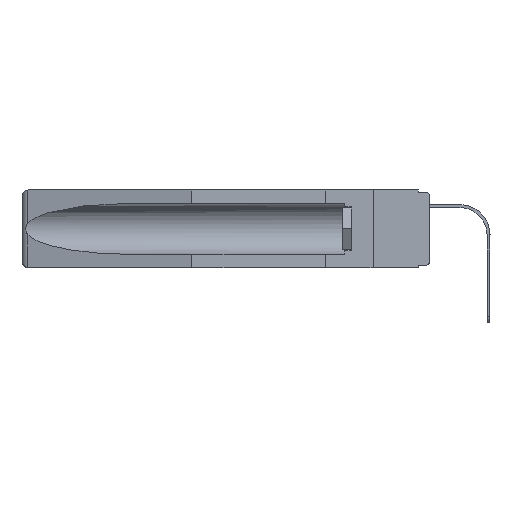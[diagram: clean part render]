
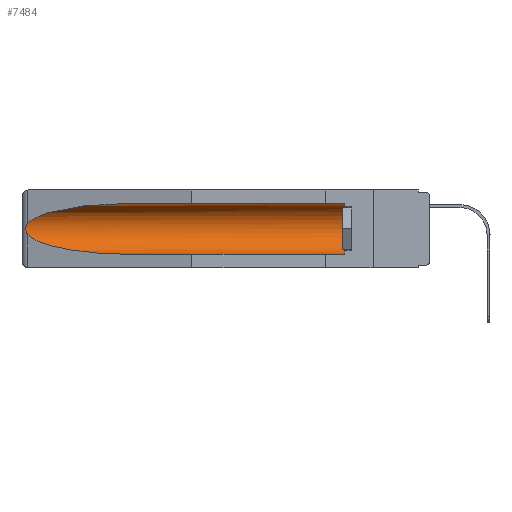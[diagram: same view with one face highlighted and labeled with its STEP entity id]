
A CAD part, left-side view. The second image highlights one B-rep face of the part: STEP entity #7484.
In plain terms, the highlighted cylindrical face has radius 2.857 mm (diameter 5.715 mm), a partial arc.
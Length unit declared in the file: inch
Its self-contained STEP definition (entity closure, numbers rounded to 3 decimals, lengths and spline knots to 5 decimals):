
#97 = EDGE_CURVE ( 'NONE', #16772, #14304, #22063, .T. ) ;
#325 = CARTESIAN_POINT ( 'NONE',  ( 0.21114, 1.30732, -0.284 ) ) ;
#822 = VECTOR ( 'NONE', #16088, 39.37008 ) ;
#1340 = VERTEX_POINT ( 'NONE', #10439 ) ;
#1515 = AXIS2_PLACEMENT_3D ( 'NONE', #17836, #21323, #19869 ) ;
#2115 = EDGE_CURVE ( 'NONE', #14803, #16404, #9551, .T. ) ;
#2133 =( BOUNDED_CURVE ( )  B_SPLINE_CURVE ( 3, ( #11745, #21833, #15040, #18775 ),
 .UNSPECIFIED., .F., .F. ) 
 B_SPLINE_CURVE_WITH_KNOTS ( ( 4, 4 ),
 ( 4.71239, 6.08839 ),
 .UNSPECIFIED. ) 
 CURVE ( )  GEOMETRIC_REPRESENTATION_ITEM ( )  RATIONAL_B_SPLINE_CURVE ( ( 1., 0.848, 0.848, 1. ) ) 
 REPRESENTATION_ITEM ( '' )  );
#2553 = ORIENTED_EDGE ( 'NONE', *, *, #97, .T. ) ;
#2947 = ORIENTED_EDGE ( 'NONE', *, *, #6838, .F. ) ;
#3189 = DIRECTION ( 'NONE',  ( 0., 0., 1. ) ) ;
#5118 = EDGE_CURVE ( 'NONE', #16404, #1340, #11528, .T. ) ;
#5175 = CARTESIAN_POINT ( 'NONE',  ( 0.26597, 1.52961, -0.15275 ) ) ;
#5589 = CARTESIAN_POINT ( 'NONE',  ( 0.155, 0.126, -0.059 ) ) ;
#5969 = EDGE_CURVE ( 'NONE', #20302, #16772, #7649, .T. ) ;
#6644 = CARTESIAN_POINT ( 'NONE',  ( 0.155, -0.30754, -0.059 ) ) ;
#6838 = EDGE_CURVE ( 'NONE', #20302, #1340, #9147, .T. ) ;
#7484 = ADVANCED_FACE ( 'NONE', ( #9997 ), #13515, .F. ) ;
#7649 = CIRCLE ( 'NONE', #1515, 0.1125 ) ;
#7651 = ORIENTED_EDGE ( 'NONE', *, *, #2115, .T. ) ;
#8289 = CARTESIAN_POINT ( 'NONE',  ( 0.155, -0.30754, -0.1715 ) ) ;
#8355 = EDGE_CURVE ( 'NONE', #14304, #14803, #2133, .T. ) ;
#8471 = CARTESIAN_POINT ( 'NONE',  ( 0.26537, 1.52718, -0.14972 ) ) ;
#9147 = LINE ( 'NONE', #17566, #822 ) ;
#9160 = VECTOR ( 'NONE', #20472, 39.37008 ) ;
#9551 = B_SPLINE_CURVE_WITH_KNOTS ( 'NONE', 3,
 ( #8471, #5175, #20594, #17430, #15846, #13905, #15398, #22309, #11973, #20817 ),
 .UNSPECIFIED., .F., .F.,
 ( 4, 2, 2, 2, 4 ),
 ( 0., 0.00029, 0.00058, 0.00087, 0.00117 ),
 .UNSPECIFIED. ) ;
#9997 = FACE_OUTER_BOUND ( 'NONE', #21176, .T. ) ;
#10439 = CARTESIAN_POINT ( 'NONE',  ( 0.155, 1.07973, -0.284 ) ) ;
#10536 = CARTESIAN_POINT ( 'NONE',  ( 0.26537, 1.52718, -0.19328 ) ) ;
#10992 = CARTESIAN_POINT ( 'NONE',  ( 0.155, 1.07973, -0.284 ) ) ;
#11245 = CARTESIAN_POINT ( 'NONE',  ( 0.26537, 1.52718, -0.14972 ) ) ;
#11528 =( BOUNDED_CURVE ( )  B_SPLINE_CURVE ( 3, ( #10536, #17471, #325, #10992 ),
 .UNSPECIFIED., .F., .F. ) 
 B_SPLINE_CURVE_WITH_KNOTS ( ( 4, 4 ),
 ( 0.1948, 1.5708 ),
 .UNSPECIFIED. ) 
 CURVE ( )  GEOMETRIC_REPRESENTATION_ITEM ( )  RATIONAL_B_SPLINE_CURVE ( ( 1., 0.848, 0.848, 1. ) ) 
 REPRESENTATION_ITEM ( '' )  );
#11745 = CARTESIAN_POINT ( 'NONE',  ( 0.155, 1.07973, -0.059 ) ) ;
#11973 = CARTESIAN_POINT ( 'NONE',  ( 0.26597, 1.5296, -0.19026 ) ) ;
#12423 = CARTESIAN_POINT ( 'NONE',  ( 0.155, 1.07973, -0.059 ) ) ;
#13515 = CYLINDRICAL_SURFACE ( 'NONE', #20953, 0.1125 ) ;
#13905 = CARTESIAN_POINT ( 'NONE',  ( 0.2675, 1.53308, -0.17534 ) ) ;
#14304 = VERTEX_POINT ( 'NONE', #12423 ) ;
#14561 = CARTESIAN_POINT ( 'NONE',  ( 0.26537, 1.52718, -0.19328 ) ) ;
#14803 = VERTEX_POINT ( 'NONE', #11245 ) ;
#15040 = CARTESIAN_POINT ( 'NONE',  ( 0.25451, 1.48313, -0.09465 ) ) ;
#15215 = DIRECTION ( 'NONE',  ( 0., 1., 0. ) ) ;
#15398 = CARTESIAN_POINT ( 'NONE',  ( 0.2673, 1.53269, -0.17917 ) ) ;
#15566 = ORIENTED_EDGE ( 'NONE', *, *, #8355, .T. ) ;
#15846 = CARTESIAN_POINT ( 'NONE',  ( 0.2675, 1.53308, -0.16763 ) ) ;
#16088 = DIRECTION ( 'NONE',  ( 0., 1., 0. ) ) ;
#16404 = VERTEX_POINT ( 'NONE', #14561 ) ;
#16540 = CARTESIAN_POINT ( 'NONE',  ( 0.155, 0.126, -0.284 ) ) ;
#16772 = VERTEX_POINT ( 'NONE', #5589 ) ;
#17430 = CARTESIAN_POINT ( 'NONE',  ( 0.2673, 1.5327, -0.16383 ) ) ;
#17471 = CARTESIAN_POINT ( 'NONE',  ( 0.25451, 1.48313, -0.24835 ) ) ;
#17566 = CARTESIAN_POINT ( 'NONE',  ( 0.155, -0.30754, -0.284 ) ) ;
#17836 = CARTESIAN_POINT ( 'NONE',  ( 0.155, 0.126, -0.1715 ) ) ;
#17984 = ORIENTED_EDGE ( 'NONE', *, *, #5118, .T. ) ;
#18775 = CARTESIAN_POINT ( 'NONE',  ( 0.26537, 1.52718, -0.14972 ) ) ;
#19869 = DIRECTION ( 'NONE',  ( 0., 0., 1. ) ) ;
#20302 = VERTEX_POINT ( 'NONE', #16540 ) ;
#20472 = DIRECTION ( 'NONE',  ( 0., 1., 0. ) ) ;
#20594 = CARTESIAN_POINT ( 'NONE',  ( 0.26654, 1.53092, -0.15636 ) ) ;
#20715 = ORIENTED_EDGE ( 'NONE', *, *, #5969, .T. ) ;
#20817 = CARTESIAN_POINT ( 'NONE',  ( 0.26537, 1.52718, -0.19328 ) ) ;
#20953 = AXIS2_PLACEMENT_3D ( 'NONE', #8289, #15215, #3189 ) ;
#21176 = EDGE_LOOP ( 'NONE', ( #15566, #7651, #17984, #2947, #20715, #2553 ) ) ;
#21323 = DIRECTION ( 'NONE',  ( 0., -1., 0. ) ) ;
#21833 = CARTESIAN_POINT ( 'NONE',  ( 0.21114, 1.30732, -0.059 ) ) ;
#22063 = LINE ( 'NONE', #6644, #9160 ) ;
#22309 = CARTESIAN_POINT ( 'NONE',  ( 0.26655, 1.53094, -0.18657 ) ) ;
